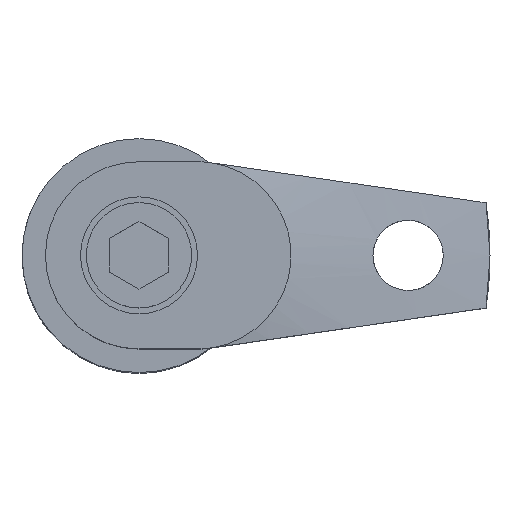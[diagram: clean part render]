
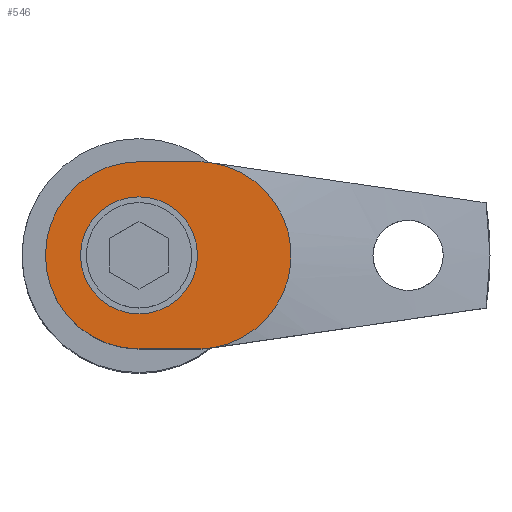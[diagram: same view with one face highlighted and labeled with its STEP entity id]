
A CAD part, top view. The second image highlights one B-rep face of the part: STEP entity #546.
In plain terms, the highlighted planar face has unit normal (0, 0, 1).
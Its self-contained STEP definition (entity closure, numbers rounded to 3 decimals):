
#14 = DIRECTION ( 'NONE',  ( 1., 0., 0. ) ) ;
#44 = VECTOR ( 'NONE', #1616, 1000. ) ;
#72 = EDGE_CURVE ( 'NONE', #2447, #2260, #1590, .T. ) ;
#159 = DIRECTION ( 'NONE',  ( 1., 0., 0. ) ) ;
#226 = DIRECTION ( 'NONE',  ( -1., 0., 0. ) ) ;
#253 = AXIS2_PLACEMENT_3D ( 'NONE', #2177, #1051, #14 ) ;
#290 = EDGE_CURVE ( 'NONE', #2260, #2350, #1829, .T. ) ;
#292 = DIRECTION ( 'NONE',  ( 1., 0., 0. ) ) ;
#301 = DIRECTION ( 'NONE',  ( 0., 0., -1. ) ) ;
#322 = DIRECTION ( 'NONE',  ( 0., 0., 1. ) ) ;
#374 = ORIENTED_EDGE ( 'NONE', *, *, #2182, .F. ) ;
#412 = EDGE_CURVE ( 'NONE', #1392, #1589, #489, .T. ) ;
#480 = ORIENTED_EDGE ( 'NONE', *, *, #2081, .T. ) ;
#489 = LINE ( 'NONE', #1037, #44 ) ;
#524 = AXIS2_PLACEMENT_3D ( 'NONE', #1715, #322, #159 ) ;
#546 = ADVANCED_FACE ( 'NONE', ( #1701, #2300 ), #929, .T. ) ;
#551 = DIRECTION ( 'NONE',  ( 1., 0., 0. ) ) ;
#576 = CIRCLE ( 'NONE', #2086, 16. ) ;
#618 = ORIENTED_EDGE ( 'NONE', *, *, #290, .T. ) ;
#623 = DIRECTION ( 'NONE',  ( 0., 0., 1. ) ) ;
#625 = CARTESIAN_POINT ( 'NONE',  ( 10., 0., 57. ) ) ;
#663 = CARTESIAN_POINT ( 'NONE',  ( -10., 0., 57. ) ) ;
#743 = AXIS2_PLACEMENT_3D ( 'NONE', #2417, #868, #292 ) ;
#846 = DIRECTION ( 'NONE',  ( 1., 0., 0. ) ) ;
#868 = DIRECTION ( 'NONE',  ( 0., 0., 1. ) ) ;
#905 = CARTESIAN_POINT ( 'NONE',  ( 12.301, 15.834, 57. ) ) ;
#929 = PLANE ( 'NONE',  #524 ) ;
#937 = ORIENTED_EDGE ( 'NONE', *, *, #1551, .F. ) ;
#943 = DIRECTION ( 'NONE',  ( 0., 0., 1. ) ) ;
#956 = DIRECTION ( 'NONE',  ( 1., 0., 0. ) ) ;
#994 = CARTESIAN_POINT ( 'NONE',  ( -16., 0., 57. ) ) ;
#997 = ORIENTED_EDGE ( 'NONE', *, *, #1892, .T. ) ;
#998 = CARTESIAN_POINT ( 'NONE',  ( 10., 16., 57. ) ) ;
#1035 = AXIS2_PLACEMENT_3D ( 'NONE', #1269, #301, #2451 ) ;
#1037 = CARTESIAN_POINT ( 'NONE',  ( 0., -16., 57. ) ) ;
#1039 = VERTEX_POINT ( 'NONE', #625 ) ;
#1051 = DIRECTION ( 'NONE',  ( 0., 0., 1. ) ) ;
#1101 = VECTOR ( 'NONE', #226, 1000. ) ;
#1118 = EDGE_LOOP ( 'NONE', ( #997, #374, #1453, #1742, #618, #480, #2137 ) ) ;
#1124 = DIRECTION ( 'NONE',  ( 0., 0., 1. ) ) ;
#1149 = VERTEX_POINT ( 'NONE', #2107 ) ;
#1158 = AXIS2_PLACEMENT_3D ( 'NONE', #2005, #1982, #2154 ) ;
#1211 = CARTESIAN_POINT ( 'NONE',  ( 0., 0., 57. ) ) ;
#1269 = CARTESIAN_POINT ( 'NONE',  ( 10., 0., 57. ) ) ;
#1392 = VERTEX_POINT ( 'NONE', #2165 ) ;
#1433 = CARTESIAN_POINT ( 'NONE',  ( 10., -16., 57. ) ) ;
#1453 = ORIENTED_EDGE ( 'NONE', *, *, #2313, .T. ) ;
#1470 = AXIS2_PLACEMENT_3D ( 'NONE', #1211, #623, #846 ) ;
#1472 = CIRCLE ( 'NONE', #743, 16. ) ;
#1505 = EDGE_CURVE ( 'NONE', #1542, #1039, #2126, .T. ) ;
#1516 = CIRCLE ( 'NONE', #1035, 16. ) ;
#1542 = VERTEX_POINT ( 'NONE', #663 ) ;
#1551 = EDGE_CURVE ( 'NONE', #1039, #1542, #1797, .T. ) ;
#1589 = VERTEX_POINT ( 'NONE', #1433 ) ;
#1590 = LINE ( 'NONE', #998, #1101 ) ;
#1616 = DIRECTION ( 'NONE',  ( 1., 0., 0. ) ) ;
#1699 = CARTESIAN_POINT ( 'NONE',  ( 0., 0., 57. ) ) ;
#1701 = FACE_BOUND ( 'NONE', #2149, .T. ) ;
#1715 = CARTESIAN_POINT ( 'NONE',  ( 0., 0., 57. ) ) ;
#1735 = VERTEX_POINT ( 'NONE', #905 ) ;
#1742 = ORIENTED_EDGE ( 'NONE', *, *, #72, .T. ) ;
#1797 = CIRCLE ( 'NONE', #1158, 10. ) ;
#1829 = CIRCLE ( 'NONE', #2400, 16. ) ;
#1889 = ORIENTED_EDGE ( 'NONE', *, *, #1505, .F. ) ;
#1892 = EDGE_CURVE ( 'NONE', #1589, #1149, #2244, .T. ) ;
#1982 = DIRECTION ( 'NONE',  ( 0., 0., 1. ) ) ;
#2005 = CARTESIAN_POINT ( 'NONE',  ( 0., 0., 57. ) ) ;
#2031 = CARTESIAN_POINT ( 'NONE',  ( 10., 16., 57. ) ) ;
#2081 = EDGE_CURVE ( 'NONE', #2350, #1392, #1472, .T. ) ;
#2086 = AXIS2_PLACEMENT_3D ( 'NONE', #2102, #943, #551 ) ;
#2102 = CARTESIAN_POINT ( 'NONE',  ( 10., 0., 57. ) ) ;
#2107 = CARTESIAN_POINT ( 'NONE',  ( 12.301, -15.834, 57. ) ) ;
#2126 = CIRCLE ( 'NONE', #1470, 10. ) ;
#2137 = ORIENTED_EDGE ( 'NONE', *, *, #412, .T. ) ;
#2149 = EDGE_LOOP ( 'NONE', ( #937, #1889 ) ) ;
#2154 = DIRECTION ( 'NONE',  ( 1., 0., 0. ) ) ;
#2165 = CARTESIAN_POINT ( 'NONE',  ( 0., -16., 57. ) ) ;
#2177 = CARTESIAN_POINT ( 'NONE',  ( 10., 0., 57. ) ) ;
#2182 = EDGE_CURVE ( 'NONE', #1735, #1149, #1516, .T. ) ;
#2244 = CIRCLE ( 'NONE', #253, 16. ) ;
#2260 = VERTEX_POINT ( 'NONE', #2290 ) ;
#2290 = CARTESIAN_POINT ( 'NONE',  ( 0., 16., 57. ) ) ;
#2300 = FACE_OUTER_BOUND ( 'NONE', #1118, .T. ) ;
#2313 = EDGE_CURVE ( 'NONE', #1735, #2447, #576, .T. ) ;
#2350 = VERTEX_POINT ( 'NONE', #994 ) ;
#2400 = AXIS2_PLACEMENT_3D ( 'NONE', #1699, #1124, #956 ) ;
#2417 = CARTESIAN_POINT ( 'NONE',  ( 0., 0., 57. ) ) ;
#2447 = VERTEX_POINT ( 'NONE', #2031 ) ;
#2451 = DIRECTION ( 'NONE',  ( -1., 0., 0. ) ) ;
